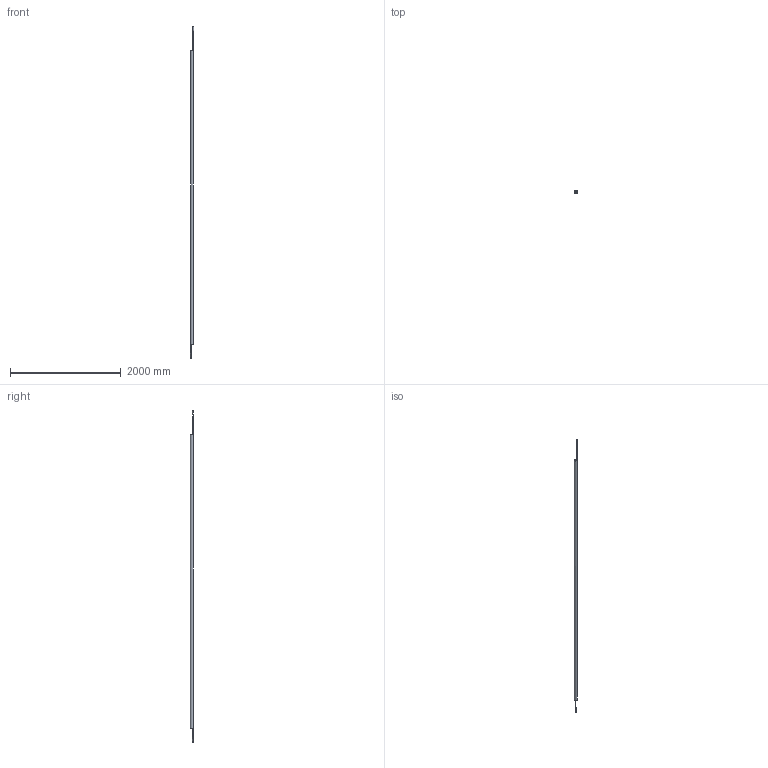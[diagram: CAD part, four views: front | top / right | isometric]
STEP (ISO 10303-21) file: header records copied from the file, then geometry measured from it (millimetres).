
FILE_DESCRIPTION(/* description */ ('STEP AP214'),/* implementation_level */ '2;1');
FILE_NAME(/* name */ '533467_PUN-12X2-SG-6-BL-3_8',/* time_stamp */ '2024-09-13T20:25:03+02:00',/* author */ ('License CC BY-ND 4.0'),/* organization */ ('CADENAS'),/* preprocessor_version */ 'ST-DEVELOPER v19.3',/* originating_system */ 'PARTsolutions',/* authorisation */ ' ');
FILE_SCHEMA (('AUTOMOTIVE_DESIGN {1 0 10303 214 3 1 1}'));
Length unit declared in the file: millimetre
Products named in the file (1): 533467 PUN-12x2-SG-6-BL-3_8---(6000)
Bounding box: 58.3 x 54.66 x 6000 mm (x, y, z)
Volume: 7759628.8 mm3; surface area: 1356440.4 mm2
Topology: 1 solids, 3 shells, 52 faces, 112 edges, 68 vertices
Faces by surface type: plane 32, cylinder 8, torus 8, cone 4
Full cylindrical faces by diameter (mm): 7.9 x2, 11.7 x2, 16.662 x2, 27.6 x1, 51 x1
Entity records: 1341 total; most frequent: CARTESIAN_POINT 280, DIRECTION 222, ORIENTED_EDGE 176, EDGE_CURVE 88, AXIS2_PLACEMENT_3D 87, EDGE_LOOP 74, FACE_BOUND 74, VERTEX_POINT 62
